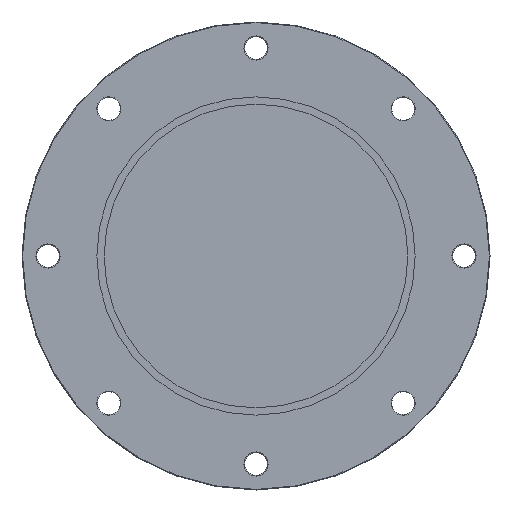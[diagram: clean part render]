
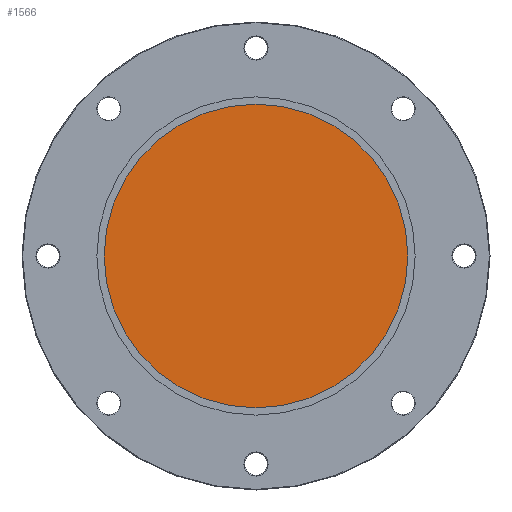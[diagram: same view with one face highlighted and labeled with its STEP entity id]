
A CAD part, front view. The second image highlights one B-rep face of the part: STEP entity #1566.
In plain terms, the highlighted planar face has unit normal (0, -1, 0).
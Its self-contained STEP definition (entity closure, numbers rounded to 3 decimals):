
#309 = DIRECTION ( 'NONE',  ( 0., 0., -1. ) ) ;
#402 = DIRECTION ( 'NONE',  ( 0., -1., 0. ) ) ;
#410 = CARTESIAN_POINT ( 'NONE',  ( 0., 0., 0. ) ) ;
#495 = DIRECTION ( 'NONE',  ( 0., 0., -1. ) ) ;
#496 = DIRECTION ( 'NONE',  ( 0., -1., 0. ) ) ;
#497 = CARTESIAN_POINT ( 'NONE',  ( 0., 0., 0. ) ) ;
#582 = EDGE_LOOP ( 'NONE', ( #700, #842 ) ) ;
#587 = CARTESIAN_POINT ( 'NONE',  ( 0., 0., 73. ) ) ;
#626 = CARTESIAN_POINT ( 'NONE',  ( 0., 0., -73. ) ) ;
#700 = ORIENTED_EDGE ( 'NONE', *, *, #1446, .T. ) ;
#842 = ORIENTED_EDGE ( 'NONE', *, *, #1482, .T. ) ;
#1039 = AXIS2_PLACEMENT_3D ( 'NONE', #497, #496, #495 ) ;
#1103 = AXIS2_PLACEMENT_3D ( 'NONE', #410, #402, #309 ) ;
#1104 = CIRCLE ( 'NONE', #1103, 73. ) ;
#1131 = CIRCLE ( 'NONE', #1039, 73. ) ;
#1200 = DIRECTION ( 'NONE',  ( 0., 0., 1. ) ) ;
#1222 = PLANE ( 'NONE',  #1743 ) ;
#1253 = DIRECTION ( 'NONE',  ( 0., 1., 0. ) ) ;
#1309 = CARTESIAN_POINT ( 'NONE',  ( 0., 0., 0. ) ) ;
#1346 = FACE_OUTER_BOUND ( 'NONE', #582, .T. ) ;
#1378 = VERTEX_POINT ( 'NONE', #626 ) ;
#1413 = VERTEX_POINT ( 'NONE', #587 ) ;
#1446 = EDGE_CURVE ( 'NONE', #1378, #1413, #1131, .T. ) ;
#1482 = EDGE_CURVE ( 'NONE', #1413, #1378, #1104, .T. ) ;
#1566 = ADVANCED_FACE ( 'NONE', ( #1346 ), #1222, .F. ) ;
#1743 = AXIS2_PLACEMENT_3D ( 'NONE', #1309, #1253, #1200 ) ;
